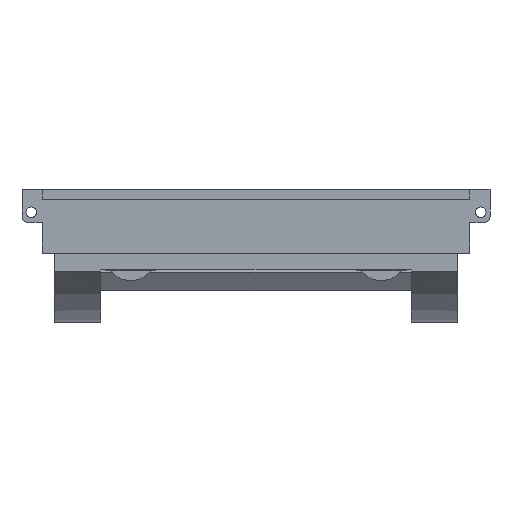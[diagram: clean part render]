
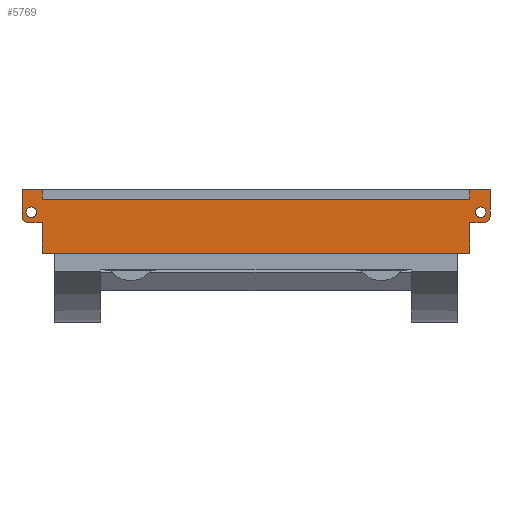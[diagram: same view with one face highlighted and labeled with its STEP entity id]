
A CAD part, front view. The second image highlights one B-rep face of the part: STEP entity #5769.
In plain terms, the highlighted planar face has unit normal (0, -1, 0).
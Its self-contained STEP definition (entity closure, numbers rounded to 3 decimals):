
#139 = LINE ( 'NONE', #3535, #3040 ) ;
#180 = FACE_BOUND ( 'NONE', #7881, .T. ) ;
#196 = EDGE_CURVE ( 'NONE', #7970, #9465, #7938, .T. ) ;
#278 = DIRECTION ( 'NONE',  ( 0., 1., 0. ) ) ;
#349 = CARTESIAN_POINT ( 'NONE',  ( -134.3, 3., -1.3 ) ) ;
#405 = LINE ( 'NONE', #8079, #5301 ) ;
#411 = VECTOR ( 'NONE', #1933, 1000. ) ;
#419 = DIRECTION ( 'NONE',  ( 0., 1., 0. ) ) ;
#448 = CARTESIAN_POINT ( 'NONE',  ( -132.5, 3., -4.5 ) ) ;
#660 = CARTESIAN_POINT ( 'NONE',  ( -137.5, 3., -1.3 ) ) ;
#693 = EDGE_CURVE ( 'NONE', #3174, #9094, #4308, .T. ) ;
#702 = CARTESIAN_POINT ( 'NONE',  ( -135.9, 3., -1.3 ) ) ;
#738 = DIRECTION ( 'NONE',  ( -1., 0., 0. ) ) ;
#762 = EDGE_LOOP ( 'NONE', ( #2469, #8118, #6785, #1883, #3303, #7299, #7854, #1069, #6979, #8874, #9117, #948, #3767, #5352 ) ) ;
#857 = VERTEX_POINT ( 'NONE', #448 ) ;
#948 = ORIENTED_EDGE ( 'NONE', *, *, #9257, .T. ) ;
#994 = AXIS2_PLACEMENT_3D ( 'NONE', #9969, #419, #6792 ) ;
#1024 = CARTESIAN_POINT ( 'NONE',  ( 3.2, 3., -2.5 ) ) ;
#1043 = CARTESIAN_POINT ( 'NONE',  ( 3.2, 3., 0. ) ) ;
#1063 = CARTESIAN_POINT ( 'NONE',  ( 3.2, 3., 5.6 ) ) ;
#1069 = ORIENTED_EDGE ( 'NONE', *, *, #6850, .F. ) ;
#1121 = DIRECTION ( 'NONE',  ( 0., 0., 1. ) ) ;
#1139 = CARTESIAN_POINT ( 'NONE',  ( 3.2, 3., 5.6 ) ) ;
#1206 = FACE_OUTER_BOUND ( 'NONE', #762, .T. ) ;
#1553 = CARTESIAN_POINT ( 'NONE',  ( -138.7, 3., -4.5 ) ) ;
#1576 = AXIS2_PLACEMENT_3D ( 'NONE', #9831, #7424, #5866 ) ;
#1709 = DIRECTION ( 'NONE',  ( 0., 0., -1. ) ) ;
#1867 = CARTESIAN_POINT ( 'NONE',  ( -3., 3., 5.6 ) ) ;
#1879 = DIRECTION ( 'NONE',  ( 0., 0., 1. ) ) ;
#1883 = ORIENTED_EDGE ( 'NONE', *, *, #6007, .F. ) ;
#1933 = DIRECTION ( 'NONE',  ( 0., 0., -1. ) ) ;
#1957 = AXIS2_PLACEMENT_3D ( 'NONE', #8361, #278, #4270 ) ;
#2298 = CARTESIAN_POINT ( 'NONE',  ( -3., 3., 2.6 ) ) ;
#2468 = AXIS2_PLACEMENT_3D ( 'NONE', #702, #5542, #6318 ) ;
#2469 = ORIENTED_EDGE ( 'NONE', *, *, #2861, .F. ) ;
#2650 = VECTOR ( 'NONE', #6847, 1000. ) ;
#2808 = CARTESIAN_POINT ( 'NONE',  ( -3., 3., 0. ) ) ;
#2861 = EDGE_CURVE ( 'NONE', #5988, #10367, #8448, .T. ) ;
#3019 = CARTESIAN_POINT ( 'NONE',  ( -3., 3., 2.6 ) ) ;
#3040 = VECTOR ( 'NONE', #9118, 1000. ) ;
#3103 = CARTESIAN_POINT ( 'NONE',  ( -3., 3., 2.6 ) ) ;
#3120 = VERTEX_POINT ( 'NONE', #349 ) ;
#3136 = AXIS2_PLACEMENT_3D ( 'NONE', #7491, #5894, #1121 ) ;
#3168 = EDGE_CURVE ( 'NONE', #3289, #5468, #10292, .T. ) ;
#3174 = VERTEX_POINT ( 'NONE', #9211 ) ;
#3289 = VERTEX_POINT ( 'NONE', #5761 ) ;
#3295 = CARTESIAN_POINT ( 'NONE',  ( -138.7, 3., 5.6 ) ) ;
#3303 = ORIENTED_EDGE ( 'NONE', *, *, #196, .T. ) ;
#3315 = CARTESIAN_POINT ( 'NONE',  ( 1.2, 3., -4.5 ) ) ;
#3327 = EDGE_CURVE ( 'NONE', #9094, #3174, #9899, .T. ) ;
#3393 = VERTEX_POINT ( 'NONE', #6012 ) ;
#3436 = VECTOR ( 'NONE', #9165, 1000. ) ;
#3456 = DIRECTION ( 'NONE',  ( 1., 0., 0. ) ) ;
#3492 = CARTESIAN_POINT ( 'NONE',  ( -132.5, 3., -13.699 ) ) ;
#3535 = CARTESIAN_POINT ( 'NONE',  ( -132.5, 3., 2.6 ) ) ;
#3767 = ORIENTED_EDGE ( 'NONE', *, *, #6153, .T. ) ;
#3806 = EDGE_CURVE ( 'NONE', #8090, #3393, #7742, .T. ) ;
#3938 = CIRCLE ( 'NONE', #7509, 1.6 ) ;
#3997 = VECTOR ( 'NONE', #5280, 1000. ) ;
#4252 = VERTEX_POINT ( 'NONE', #1139 ) ;
#4254 = CARTESIAN_POINT ( 'NONE',  ( -138.7, 3., 5.6 ) ) ;
#4270 = DIRECTION ( 'NONE',  ( 0., 0., 1. ) ) ;
#4271 = VECTOR ( 'NONE', #6636, 1000. ) ;
#4308 = CIRCLE ( 'NONE', #3136, 1.6 ) ;
#4496 = CARTESIAN_POINT ( 'NONE',  ( -132.5, 3., 0. ) ) ;
#4663 = DIRECTION ( 'NONE',  ( 0., 1., 0. ) ) ;
#4679 = DIRECTION ( 'NONE',  ( 0., 0., -1. ) ) ;
#4794 = LINE ( 'NONE', #10168, #2650 ) ;
#4939 = CARTESIAN_POINT ( 'NONE',  ( 2., 3., -1.3 ) ) ;
#4959 = VECTOR ( 'NONE', #3456, 1000. ) ;
#5016 = VERTEX_POINT ( 'NONE', #660 ) ;
#5280 = DIRECTION ( 'NONE',  ( 0., 0., -1. ) ) ;
#5281 = CIRCLE ( 'NONE', #2468, 1.6 ) ;
#5301 = VECTOR ( 'NONE', #1709, 1000. ) ;
#5352 = ORIENTED_EDGE ( 'NONE', *, *, #6586, .F. ) ;
#5468 = VERTEX_POINT ( 'NONE', #8950 ) ;
#5542 = DIRECTION ( 'NONE',  ( 0., -1., 0. ) ) ;
#5566 = LINE ( 'NONE', #4254, #3436 ) ;
#5571 = VERTEX_POINT ( 'NONE', #8413 ) ;
#5650 = VECTOR ( 'NONE', #8794, 1000. ) ;
#5681 = LINE ( 'NONE', #3019, #8594 ) ;
#5690 = CIRCLE ( 'NONE', #1576, 2. ) ;
#5701 = LINE ( 'NONE', #1063, #4959 ) ;
#5761 = CARTESIAN_POINT ( 'NONE',  ( -136.7, 3., -4.5 ) ) ;
#5769 = ADVANCED_FACE ( 'NONE', ( #180, #1206, #9489 ), #6299, .F. ) ;
#5866 = DIRECTION ( 'NONE',  ( 0., 0., 1. ) ) ;
#5881 = AXIS2_PLACEMENT_3D ( 'NONE', #2298, #4663, #6200 ) ;
#5894 = DIRECTION ( 'NONE',  ( 0., 1., 0. ) ) ;
#5988 = VERTEX_POINT ( 'NONE', #3315 ) ;
#6007 = EDGE_CURVE ( 'NONE', #7970, #4252, #5701, .T. ) ;
#6012 = CARTESIAN_POINT ( 'NONE',  ( -132.5, 3., 2.6 ) ) ;
#6099 = VERTEX_POINT ( 'NONE', #1024 ) ;
#6153 = EDGE_CURVE ( 'NONE', #9842, #5571, #7443, .T. ) ;
#6200 = DIRECTION ( 'NONE',  ( 0., 0., 1. ) ) ;
#6293 = LINE ( 'NONE', #1553, #5650 ) ;
#6299 = PLANE ( 'NONE',  #5881 ) ;
#6306 = VECTOR ( 'NONE', #738, 1000. ) ;
#6318 = DIRECTION ( 'NONE',  ( 0., 0., 1. ) ) ;
#6331 = ORIENTED_EDGE ( 'NONE', *, *, #9188, .F. ) ;
#6337 = EDGE_CURVE ( 'NONE', #5988, #6099, #5690, .T. ) ;
#6531 = ORIENTED_EDGE ( 'NONE', *, *, #693, .T. ) ;
#6586 = EDGE_CURVE ( 'NONE', #10367, #5571, #5681, .T. ) ;
#6636 = DIRECTION ( 'NONE',  ( 0., 0., -1. ) ) ;
#6764 = DIRECTION ( 'NONE',  ( 1., 0., 0. ) ) ;
#6785 = ORIENTED_EDGE ( 'NONE', *, *, #8581, .F. ) ;
#6792 = DIRECTION ( 'NONE',  ( 0., 0., 1. ) ) ;
#6847 = DIRECTION ( 'NONE',  ( 1., 0., 0. ) ) ;
#6850 = EDGE_CURVE ( 'NONE', #8496, #8090, #5566, .T. ) ;
#6979 = ORIENTED_EDGE ( 'NONE', *, *, #9078, .T. ) ;
#7299 = ORIENTED_EDGE ( 'NONE', *, *, #7614, .F. ) ;
#7337 = ORIENTED_EDGE ( 'NONE', *, *, #10055, .F. ) ;
#7378 = CARTESIAN_POINT ( 'NONE',  ( -3., 3., -4.5 ) ) ;
#7424 = DIRECTION ( 'NONE',  ( 0., -1., 0. ) ) ;
#7443 = LINE ( 'NONE', #8323, #7955 ) ;
#7491 = CARTESIAN_POINT ( 'NONE',  ( 0.4, 3., -1.3 ) ) ;
#7509 = AXIS2_PLACEMENT_3D ( 'NONE', #9918, #9152, #1879 ) ;
#7614 = EDGE_CURVE ( 'NONE', #3393, #9465, #4794, .T. ) ;
#7742 = LINE ( 'NONE', #4496, #3997 ) ;
#7854 = ORIENTED_EDGE ( 'NONE', *, *, #3806, .F. ) ;
#7868 = CARTESIAN_POINT ( 'NONE',  ( 3.2, 3., -4.5 ) ) ;
#7881 = EDGE_LOOP ( 'NONE', ( #6531, #9042 ) ) ;
#7938 = LINE ( 'NONE', #2808, #411 ) ;
#7955 = VECTOR ( 'NONE', #6764, 1000. ) ;
#7970 = VERTEX_POINT ( 'NONE', #1867 ) ;
#8079 = CARTESIAN_POINT ( 'NONE',  ( -138.7, 3., 0. ) ) ;
#8090 = VERTEX_POINT ( 'NONE', #9244 ) ;
#8118 = ORIENTED_EDGE ( 'NONE', *, *, #6337, .T. ) ;
#8323 = CARTESIAN_POINT ( 'NONE',  ( -67.75, 3., -13.699 ) ) ;
#8361 = CARTESIAN_POINT ( 'NONE',  ( 0.4, 3., -1.3 ) ) ;
#8413 = CARTESIAN_POINT ( 'NONE',  ( -3., 3., -13.699 ) ) ;
#8448 = LINE ( 'NONE', #7868, #6306 ) ;
#8496 = VERTEX_POINT ( 'NONE', #3295 ) ;
#8581 = EDGE_CURVE ( 'NONE', #4252, #6099, #10301, .T. ) ;
#8594 = VECTOR ( 'NONE', #4679, 1000. ) ;
#8794 = DIRECTION ( 'NONE',  ( 1., 0., 0. ) ) ;
#8874 = ORIENTED_EDGE ( 'NONE', *, *, #3168, .F. ) ;
#8950 = CARTESIAN_POINT ( 'NONE',  ( -138.7, 3., -2.5 ) ) ;
#9042 = ORIENTED_EDGE ( 'NONE', *, *, #3327, .T. ) ;
#9078 = EDGE_CURVE ( 'NONE', #8496, #5468, #405, .T. ) ;
#9094 = VERTEX_POINT ( 'NONE', #4939 ) ;
#9117 = ORIENTED_EDGE ( 'NONE', *, *, #10137, .T. ) ;
#9118 = DIRECTION ( 'NONE',  ( 0., 0., -1. ) ) ;
#9152 = DIRECTION ( 'NONE',  ( 0., -1., 0. ) ) ;
#9165 = DIRECTION ( 'NONE',  ( 1., 0., 0. ) ) ;
#9188 = EDGE_CURVE ( 'NONE', #5016, #3120, #3938, .T. ) ;
#9211 = CARTESIAN_POINT ( 'NONE',  ( -1.2, 3., -1.3 ) ) ;
#9244 = CARTESIAN_POINT ( 'NONE',  ( -132.5, 3., 5.6 ) ) ;
#9257 = EDGE_CURVE ( 'NONE', #857, #9842, #139, .T. ) ;
#9465 = VERTEX_POINT ( 'NONE', #3103 ) ;
#9489 = FACE_BOUND ( 'NONE', #9957, .T. ) ;
#9831 = CARTESIAN_POINT ( 'NONE',  ( 1.2, 3., -2.5 ) ) ;
#9842 = VERTEX_POINT ( 'NONE', #3492 ) ;
#9899 = CIRCLE ( 'NONE', #1957, 1.6 ) ;
#9918 = CARTESIAN_POINT ( 'NONE',  ( -135.9, 3., -1.3 ) ) ;
#9957 = EDGE_LOOP ( 'NONE', ( #7337, #6331 ) ) ;
#9969 = CARTESIAN_POINT ( 'NONE',  ( -136.7, 3., -2.5 ) ) ;
#10055 = EDGE_CURVE ( 'NONE', #3120, #5016, #5281, .T. ) ;
#10137 = EDGE_CURVE ( 'NONE', #3289, #857, #6293, .T. ) ;
#10168 = CARTESIAN_POINT ( 'NONE',  ( -3., 3., 2.6 ) ) ;
#10292 = CIRCLE ( 'NONE', #994, 2. ) ;
#10301 = LINE ( 'NONE', #1043, #4271 ) ;
#10367 = VERTEX_POINT ( 'NONE', #7378 ) ;
